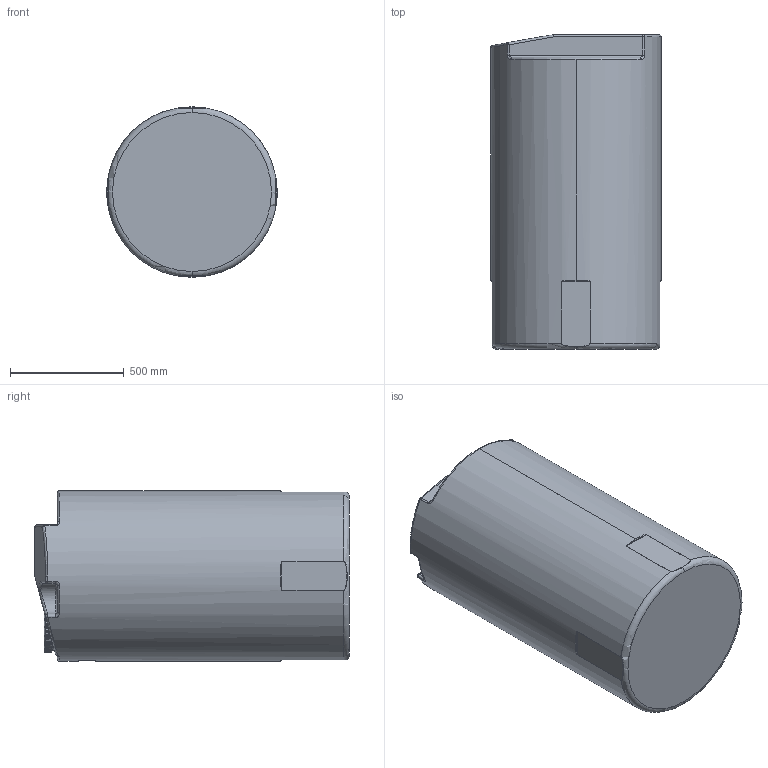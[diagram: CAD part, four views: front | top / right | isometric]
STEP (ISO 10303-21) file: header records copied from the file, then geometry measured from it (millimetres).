
FILE_DESCRIPTION (( 'STEP AP203' ), '1' );
FILE_NAME ('14050 Armatec140542.STEP', '2023-08-29T06:06:49', ( '' ), ( '' ), 'SwSTEP 2.0', 'SolidWorks 2022', '' );
FILE_SCHEMA (( 'CONFIG_CONTROL_DESIGN' ));
Length unit declared in the file: millimetre
Products named in the file (1): 14050 Armatec140542
Bounding box: 750 x 1385 x 750 mm (x, y, z)
Volume: 20291262.2 mm3; surface area: 8216537.9 mm2
Topology: 3 solids, 3 shells, 866 faces, 2201 edges, 1305 vertices
Faces by surface type: cylinder 338, plane 224, bspline 138, torus 86, sphere 56, cone 24
Entity records: 36282 total; most frequent: CARTESIAN_POINT 17003, ORIENTED_EDGE 4290, DIRECTION 3794, EDGE_CURVE 2145, AXIS2_PLACEMENT_3D 1467, VERTEX_POINT 1297, EDGE_LOOP 896, ADVANCED_FACE 866
